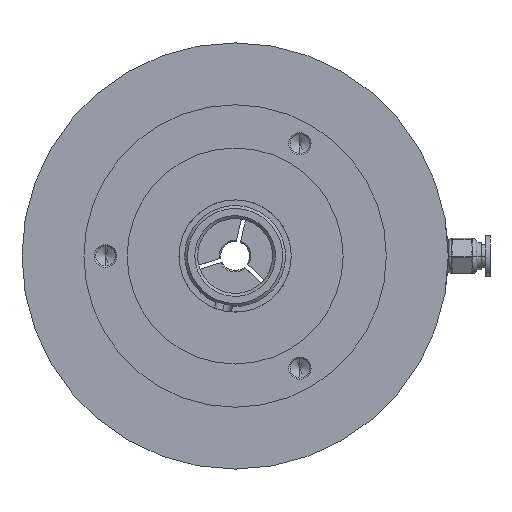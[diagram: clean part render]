
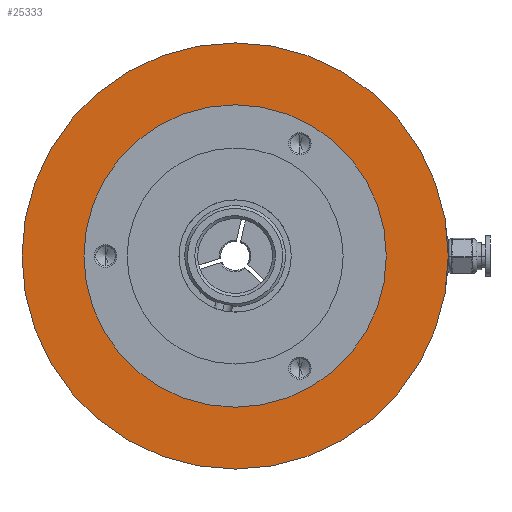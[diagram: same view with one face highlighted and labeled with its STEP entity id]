
A CAD part, left-side view. The second image highlights one B-rep face of the part: STEP entity #25333.
In plain terms, the highlighted planar face has unit normal (-1, 0, 0).
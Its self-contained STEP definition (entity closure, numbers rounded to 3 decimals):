
#1404 = DIRECTION ( 'NONE',  ( 0., 0., 1. ) ) ;
#1436 = CIRCLE ( 'NONE', #12507, 52.5 ) ;
#1617 = DIRECTION ( 'NONE',  ( -1., 0., 0. ) ) ;
#2401 = DIRECTION ( 'NONE',  ( -1., 0., 0. ) ) ;
#2445 = DIRECTION ( 'NONE',  ( 0., 0., 1. ) ) ;
#3414 = CIRCLE ( 'NONE', #22221, 74. ) ;
#3883 = AXIS2_PLACEMENT_3D ( 'NONE', #23739, #12228, #2445 ) ;
#4388 = CIRCLE ( 'NONE', #3883, 52.5 ) ;
#5284 = PLANE ( 'NONE',  #17230 ) ;
#6289 = AXIS2_PLACEMENT_3D ( 'NONE', #26402, #1617, #8546 ) ;
#7060 = ORIENTED_EDGE ( 'NONE', *, *, #13835, .F. ) ;
#8546 = DIRECTION ( 'NONE',  ( 0., 0., 1. ) ) ;
#9524 = CARTESIAN_POINT ( 'NONE',  ( 20.5, 0., 74. ) ) ;
#9635 = FACE_BOUND ( 'NONE', #21049, .T. ) ;
#11590 = DIRECTION ( 'NONE',  ( 0., 0., 1. ) ) ;
#12023 = CIRCLE ( 'NONE', #6289, 74. ) ;
#12076 = CARTESIAN_POINT ( 'NONE',  ( 20.5, 0., 52.5 ) ) ;
#12228 = DIRECTION ( 'NONE',  ( -1., 0., 0. ) ) ;
#12248 = CARTESIAN_POINT ( 'NONE',  ( 20.5, 0., -74. ) ) ;
#12507 = AXIS2_PLACEMENT_3D ( 'NONE', #23080, #2401, #11590 ) ;
#13835 = EDGE_CURVE ( 'NONE', #15733, #29405, #1436, .T. ) ;
#14041 = ORIENTED_EDGE ( 'NONE', *, *, #28226, .F. ) ;
#14459 = CARTESIAN_POINT ( 'NONE',  ( 20.5, 52.5, 0. ) ) ;
#15733 = VERTEX_POINT ( 'NONE', #19649 ) ;
#17230 = AXIS2_PLACEMENT_3D ( 'NONE', #14459, #25819, #25677 ) ;
#19132 = FACE_OUTER_BOUND ( 'NONE', #24557, .T. ) ;
#19649 = CARTESIAN_POINT ( 'NONE',  ( 20.5, 0., -52.5 ) ) ;
#20073 = VERTEX_POINT ( 'NONE', #12248 ) ;
#21049 = EDGE_LOOP ( 'NONE', ( #14041, #7060 ) ) ;
#21383 = ORIENTED_EDGE ( 'NONE', *, *, #28014, .T. ) ;
#22221 = AXIS2_PLACEMENT_3D ( 'NONE', #29047, #28900, #1404 ) ;
#23080 = CARTESIAN_POINT ( 'NONE',  ( 20.5, 0., 0. ) ) ;
#23739 = CARTESIAN_POINT ( 'NONE',  ( 20.5, 0., 0. ) ) ;
#24557 = EDGE_LOOP ( 'NONE', ( #24732, #21383 ) ) ;
#24732 = ORIENTED_EDGE ( 'NONE', *, *, #27722, .T. ) ;
#25333 = ADVANCED_FACE ( 'NONE', ( #9635, #19132 ), #5284, .F. ) ;
#25677 = DIRECTION ( 'NONE',  ( 0., 0., -1. ) ) ;
#25819 = DIRECTION ( 'NONE',  ( 1., 0., 0. ) ) ;
#26402 = CARTESIAN_POINT ( 'NONE',  ( 20.5, 0., 0. ) ) ;
#27722 = EDGE_CURVE ( 'NONE', #28239, #20073, #12023, .T. ) ;
#28014 = EDGE_CURVE ( 'NONE', #20073, #28239, #3414, .T. ) ;
#28226 = EDGE_CURVE ( 'NONE', #29405, #15733, #4388, .T. ) ;
#28239 = VERTEX_POINT ( 'NONE', #9524 ) ;
#28900 = DIRECTION ( 'NONE',  ( -1., 0., 0. ) ) ;
#29047 = CARTESIAN_POINT ( 'NONE',  ( 20.5, 0., 0. ) ) ;
#29405 = VERTEX_POINT ( 'NONE', #12076 ) ;
